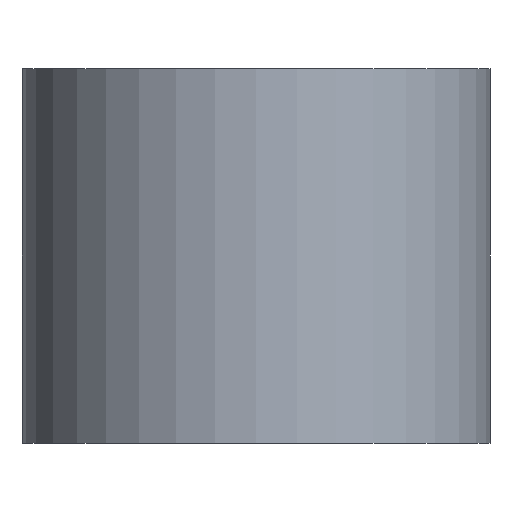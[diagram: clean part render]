
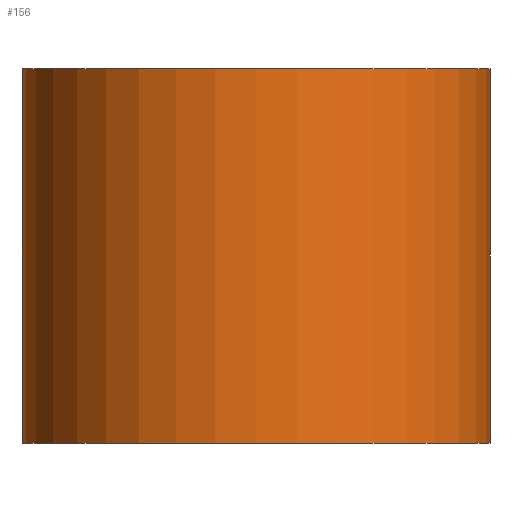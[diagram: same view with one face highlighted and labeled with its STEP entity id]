
A CAD part, front view. The second image highlights one B-rep face of the part: STEP entity #156.
In plain terms, the highlighted cylindrical face has radius 2.5 mm (diameter 5 mm), a partial arc.
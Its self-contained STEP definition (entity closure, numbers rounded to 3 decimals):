
#28=FACE_OUTER_BOUND('',#36,.T.);
#36=EDGE_LOOP('',(#129,#130,#131,#132));
#46=LINE('',#267,#56);
#52=LINE('',#282,#62);
#56=VECTOR('',#220,10.);
#62=VECTOR('',#234,10.);
#71=CIRCLE('',#193,2.5);
#72=CIRCLE('',#194,2.5);
#80=VERTEX_POINT('',#264);
#81=VERTEX_POINT('',#266);
#85=VERTEX_POINT('',#278);
#86=VERTEX_POINT('',#280);
#96=EDGE_CURVE('',#80,#81,#46,.T.);
#104=EDGE_CURVE('',#85,#86,#52,.T.);
#105=EDGE_CURVE('',#80,#85,#71,.T.);
#106=EDGE_CURVE('',#81,#86,#72,.T.);
#129=ORIENTED_EDGE('',*,*,#105,.T.);
#130=ORIENTED_EDGE('',*,*,#104,.T.);
#131=ORIENTED_EDGE('',*,*,#106,.F.);
#132=ORIENTED_EDGE('',*,*,#96,.F.);
#150=CYLINDRICAL_SURFACE('',#192,2.5);
#156=ADVANCED_FACE('',(#28),#150,.T.);
#192=AXIS2_PLACEMENT_3D('',#283,#235,#236);
#193=AXIS2_PLACEMENT_3D('',#284,#237,#238);
#194=AXIS2_PLACEMENT_3D('',#285,#239,#240);
#220=DIRECTION('',(0.,0.,1.));
#234=DIRECTION('',(0.,0.,1.));
#235=DIRECTION('center_axis',(0.,0.,1.));
#236=DIRECTION('ref_axis',(-1.,0.,0.));
#237=DIRECTION('center_axis',(0.,0.,1.));
#238=DIRECTION('ref_axis',(-1.,0.,0.));
#239=DIRECTION('center_axis',(0.,0.,1.));
#240=DIRECTION('ref_axis',(-1.,0.,0.));
#264=CARTESIAN_POINT('',(-2.5,-20.,0.));
#266=CARTESIAN_POINT('',(-2.5,-20.,4.));
#267=CARTESIAN_POINT('',(-2.5,-20.,0.));
#278=CARTESIAN_POINT('',(2.5,-20.,0.));
#280=CARTESIAN_POINT('',(2.5,-20.,4.));
#282=CARTESIAN_POINT('',(2.5,-20.,0.));
#283=CARTESIAN_POINT('Origin',(0.,-20.,0.));
#284=CARTESIAN_POINT('Origin',(0.,-20.,0.));
#285=CARTESIAN_POINT('Origin',(0.,-20.,4.));
